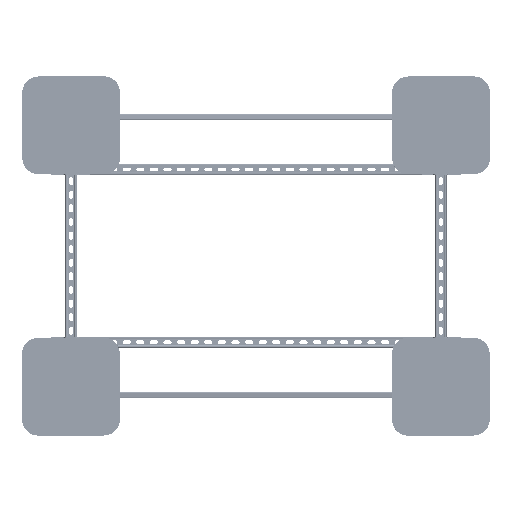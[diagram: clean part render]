
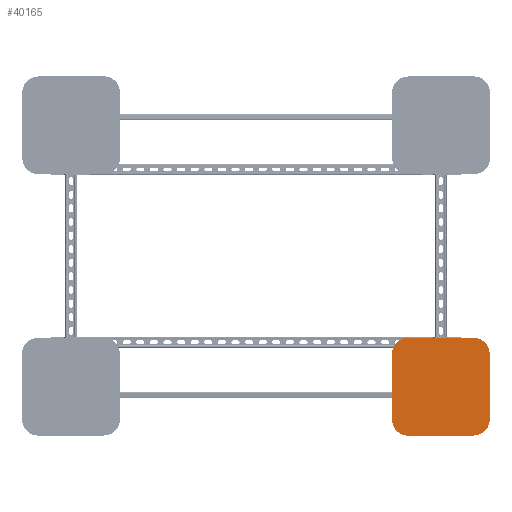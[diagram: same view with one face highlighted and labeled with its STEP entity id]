
A CAD part, front view. The second image highlights one B-rep face of the part: STEP entity #40165.
In plain terms, the highlighted face is planar.
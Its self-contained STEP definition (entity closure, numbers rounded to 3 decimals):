
#2495=PLANE('',#44078);
#4303=FACE_OUTER_BOUND('',#6713,.T.);
#6713=EDGE_LOOP('',(#32488,#32489,#32490,#32491,#32492,#32493,#32494,#32495));
#9360=LINE('',#70785,#12518);
#9392=LINE('',#71245,#12550);
#9395=LINE('',#71253,#12553);
#9398=LINE('',#71263,#12556);
#12518=VECTOR('',#51904,10.);
#12550=VECTOR('',#52294,10.);
#12553=VECTOR('',#52303,10.);
#12556=VECTOR('',#52316,10.);
#15198=CIRCLE('',#44069,60.);
#15199=CIRCLE('',#44072,60.);
#15200=CIRCLE('',#44074,60.);
#15201=CIRCLE('',#44077,60.);
#18154=VERTEX_POINT('',#70782);
#18155=VERTEX_POINT('',#70784);
#18211=VERTEX_POINT('',#71242);
#18212=VERTEX_POINT('',#71244);
#18213=VERTEX_POINT('',#71248);
#18214=VERTEX_POINT('',#71252);
#18215=VERTEX_POINT('',#71258);
#18216=VERTEX_POINT('',#71262);
#23051=EDGE_CURVE('',#18155,#18154,#9360,.T.);
#23163=EDGE_CURVE('',#18212,#18211,#9392,.T.);
#23165=EDGE_CURVE('',#18213,#18212,#15198,.T.);
#23167=EDGE_CURVE('',#18214,#18213,#9395,.T.);
#23169=EDGE_CURVE('',#18154,#18214,#15199,.T.);
#23170=EDGE_CURVE('',#18215,#18155,#15200,.T.);
#23172=EDGE_CURVE('',#18216,#18215,#9398,.T.);
#23174=EDGE_CURVE('',#18211,#18216,#15201,.T.);
#32488=ORIENTED_EDGE('',*,*,#23174,.T.);
#32489=ORIENTED_EDGE('',*,*,#23172,.T.);
#32490=ORIENTED_EDGE('',*,*,#23170,.T.);
#32491=ORIENTED_EDGE('',*,*,#23051,.T.);
#32492=ORIENTED_EDGE('',*,*,#23169,.T.);
#32493=ORIENTED_EDGE('',*,*,#23167,.T.);
#32494=ORIENTED_EDGE('',*,*,#23165,.T.);
#32495=ORIENTED_EDGE('',*,*,#23163,.T.);
#40165=ADVANCED_FACE('',(#4303),#2495,.T.);
#44069=AXIS2_PLACEMENT_3D('',#71249,#52298,#52299);
#44072=AXIS2_PLACEMENT_3D('',#71256,#52307,#52308);
#44074=AXIS2_PLACEMENT_3D('',#71259,#52311,#52312);
#44077=AXIS2_PLACEMENT_3D('',#71266,#52320,#52321);
#44078=AXIS2_PLACEMENT_3D('',#71267,#52322,#52323);
#51904=DIRECTION('',(-1.,0.,0.));
#52294=DIRECTION('',(1.,0.,0.));
#52298=DIRECTION('center_axis',(0.,0.,1.));
#52299=DIRECTION('ref_axis',(-1.,0.,0.));
#52303=DIRECTION('',(0.,-1.,0.));
#52307=DIRECTION('center_axis',(0.,0.,1.));
#52308=DIRECTION('ref_axis',(0.,1.,0.));
#52311=DIRECTION('center_axis',(0.,0.,1.));
#52312=DIRECTION('ref_axis',(1.,0.,0.));
#52316=DIRECTION('',(0.,1.,0.));
#52320=DIRECTION('center_axis',(0.,0.,1.));
#52321=DIRECTION('ref_axis',(0.,-1.,0.));
#52322=DIRECTION('center_axis',(0.,0.,1.));
#52323=DIRECTION('ref_axis',(1.,0.,0.));
#70782=CARTESIAN_POINT('',(-120.,180.,2.5));
#70784=CARTESIAN_POINT('',(120.,180.,2.5));
#70785=CARTESIAN_POINT('',(120.,180.,2.5));
#71242=CARTESIAN_POINT('',(120.,-180.,2.5));
#71244=CARTESIAN_POINT('',(-120.,-180.,2.5));
#71245=CARTESIAN_POINT('',(-120.,-180.,2.5));
#71248=CARTESIAN_POINT('',(-180.,-120.,2.5));
#71249=CARTESIAN_POINT('Origin',(-120.,-120.,2.5));
#71252=CARTESIAN_POINT('',(-180.,120.,2.5));
#71253=CARTESIAN_POINT('',(-180.,120.,2.5));
#71256=CARTESIAN_POINT('Origin',(-120.,120.,2.5));
#71258=CARTESIAN_POINT('',(180.,120.,2.5));
#71259=CARTESIAN_POINT('Origin',(120.,120.,2.5));
#71262=CARTESIAN_POINT('',(180.,-120.,2.5));
#71263=CARTESIAN_POINT('',(180.,-120.,2.5));
#71266=CARTESIAN_POINT('Origin',(120.,-120.,2.5));
#71267=CARTESIAN_POINT('Origin',(0.,0.,
2.5));
